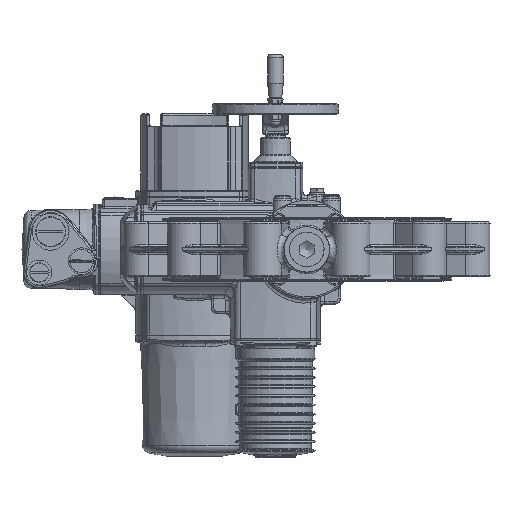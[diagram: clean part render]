
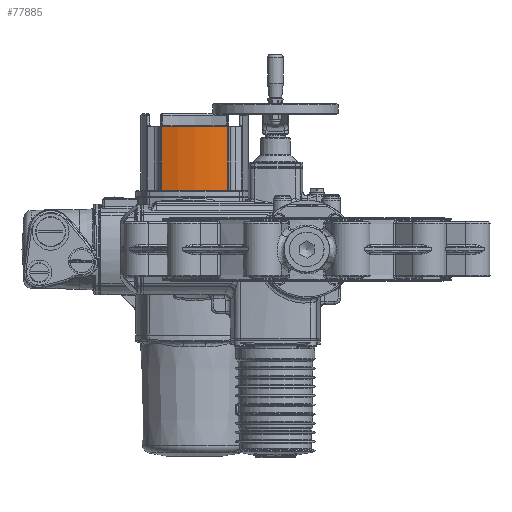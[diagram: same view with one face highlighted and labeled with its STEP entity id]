
A CAD part, front view. The second image highlights one B-rep face of the part: STEP entity #77885.
In plain terms, the highlighted cylindrical face has radius 123.5 mm (diameter 247 mm), a partial arc.
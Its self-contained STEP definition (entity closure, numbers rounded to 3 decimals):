
#6638=LINE('',#216326,#10629);
#6639=LINE('',#216330,#10630);
#10629=VECTOR('',#92767,80.8);
#10630=VECTOR('',#92772,80.8);
#16041=CYLINDRICAL_SURFACE('',#83312,123.5);
#17905=FACE_OUTER_BOUND('',#22982,.T.);
#22982=EDGE_LOOP('',(#53963,#53964,#53965,#53966));
#27927=CIRCLE('',#83292,123.5);
#27944=CIRCLE('',#83313,123.5);
#32433=VERTEX_POINT('',#216265);
#32435=VERTEX_POINT('',#216271);
#32459=VERTEX_POINT('',#216325);
#32460=VERTEX_POINT('',#216329);
#40264=EDGE_CURVE('',#32433,#32435,#27927,.T.);
#40290=EDGE_CURVE('',#32459,#32433,#6638,.T.);
#40292=EDGE_CURVE('',#32435,#32460,#6639,.T.);
#40293=EDGE_CURVE('',#32460,#32459,#27944,.T.);
#53963=ORIENTED_EDGE('',*,*,#40264,.T.);
#53964=ORIENTED_EDGE('',*,*,#40292,.T.);
#53965=ORIENTED_EDGE('',*,*,#40293,.T.);
#53966=ORIENTED_EDGE('',*,*,#40290,.T.);
#77885=ADVANCED_FACE('',(#17905),#16041,.T.);
#83292=AXIS2_PLACEMENT_3D('',#216273,#92719,#92720);
#83312=AXIS2_PLACEMENT_3D('',#216328,#92770,#92771);
#83313=AXIS2_PLACEMENT_3D('',#216331,#92773,#92774);
#92719=DIRECTION('center_axis',(0.,0.,
-1.));
#92720=DIRECTION('ref_axis',(0.,1.,0.));
#92767=DIRECTION('',(0.,0.,1.));
#92770=DIRECTION('center_axis',(0.,0.,
-1.));
#92771=DIRECTION('ref_axis',(0.,-1.,0.));
#92772=DIRECTION('',(0.,0.,-1.));
#92773=DIRECTION('center_axis',(0.,0.,
1.));
#92774=DIRECTION('ref_axis',(0.,-1.,0.));
#216265=CARTESIAN_POINT('',(-100.821,613.926,156.3));
#216271=CARTESIAN_POINT('',(-185.179,613.926,156.3));
#216273=CARTESIAN_POINT('Origin',(-143.,730.,156.3));
#216325=CARTESIAN_POINT('',(-100.821,613.926,75.5));
#216326=CARTESIAN_POINT('',(-100.821,613.926,75.5));
#216328=CARTESIAN_POINT('Origin',(-143.,730.,172.8));
#216329=CARTESIAN_POINT('',(-185.179,613.926,75.5));
#216330=CARTESIAN_POINT('',(-185.179,613.926,156.3));
#216331=CARTESIAN_POINT('Origin',(-143.,730.,75.5));
